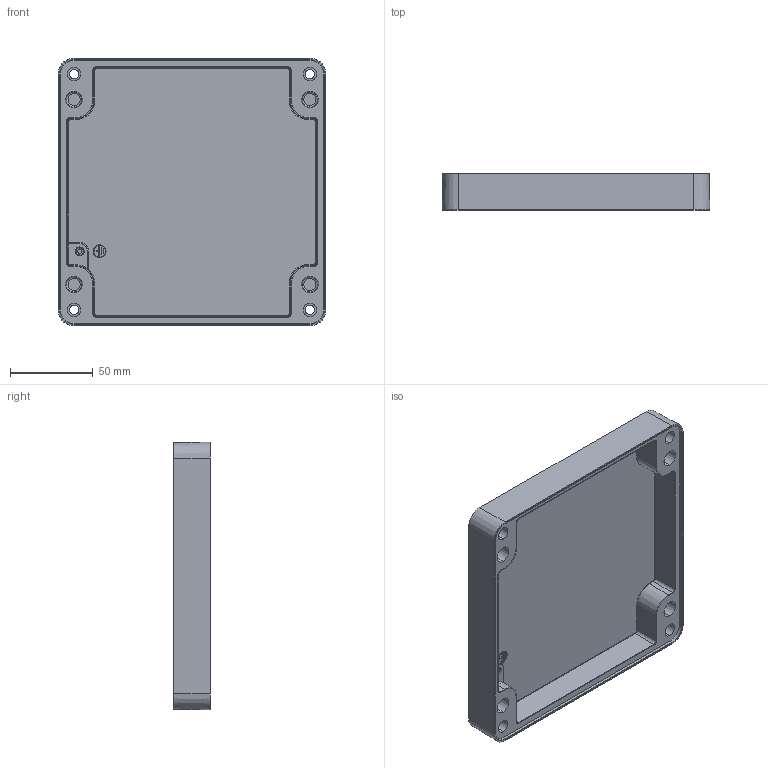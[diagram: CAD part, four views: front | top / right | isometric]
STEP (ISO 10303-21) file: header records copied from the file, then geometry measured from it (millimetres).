
FILE_DESCRIPTION(/* description */ (''),/* implementation_level */ '2;1');
FILE_NAME(/* name */ 'FIBOX_ALN161602C',/* time_stamp */ '2009-11-11T11:06:46+08:00',/* author */ (''),/* organization */ (''),/* preprocessor_version */ 'ST-DEVELOPER v9',/* originating_system */ 'UGS - NX 4.0',/* authorisation */ '');
FILE_SCHEMA (('CONFIG_CONTROL_DESIGN'));
Length unit declared in the file: millimetre
Products named in the file (1): fxho8C16xae5
Bounding box: 161.76 x 21.8 x 161.76 mm (x, y, z)
Volume: 178417.6 mm3; surface area: 80005.6 mm2
Topology: 1 solids, 1 shells, 179 faces, 474 edges, 334 vertices
Faces by surface type: plane 71, cone 46, cylinder 39, torus 21, bspline 2
Entity records: 5920 total; most frequent: DIRECTION 1079, CARTESIAN_POINT 1073, ORIENTED_EDGE 948, EDGE_CURVE 474, AXIS2_PLACEMENT_3D 434, VERTEX_POINT 334, CIRCLE 254, EDGE_LOOP 224
